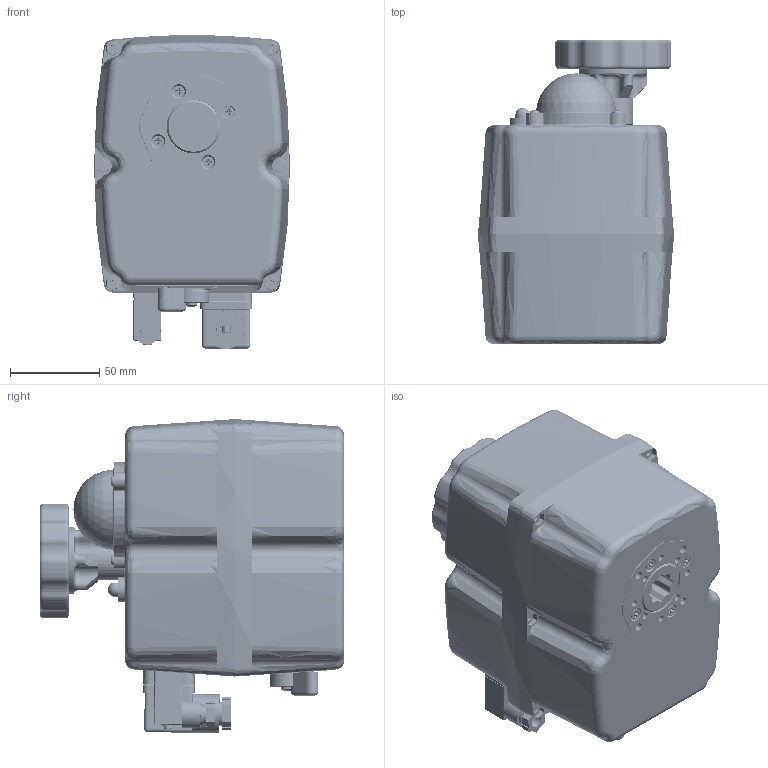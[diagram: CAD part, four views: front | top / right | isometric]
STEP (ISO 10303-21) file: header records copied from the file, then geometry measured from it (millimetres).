
FILE_DESCRIPTION (( 'STEP AP214' ), '1' );
FILE_NAME ('J+J_J3C_20+35 17101.STEP', '2017-10-25T07:47:51', ( '' ), ( '' ), 'SwSTEP 2.0', 'SolidWorks 2016', '' );
FILE_SCHEMA (( 'AUTOMOTIVE_DESIGN' ));
Length unit declared in the file: millimetre
Products named in the file (1): J+J_J3C_20+35 17101
Bounding box: 110 x 171.1 x 176.14 mm (x, y, z)
Volume: 504914.2 mm3; surface area: 272230.6 mm2
Topology: 56 solids, 56 shells, 5002 faces, 12285 edges, 7456 vertices
Faces by surface type: cylinder 1584, plane 1215, cone 1111, torus 717, bspline 263, sphere 112
Entity records: 245668 total; most frequent: CARTESIAN_POINT 71363, DIRECTION 26210, ORIENTED_EDGE 24310, EDGE_CURVE 12155, AXIS2_PLACEMENT_3D 10538, VERTEX_POINT 7448, CIRCLE 5798, EDGE_LOOP 5345
